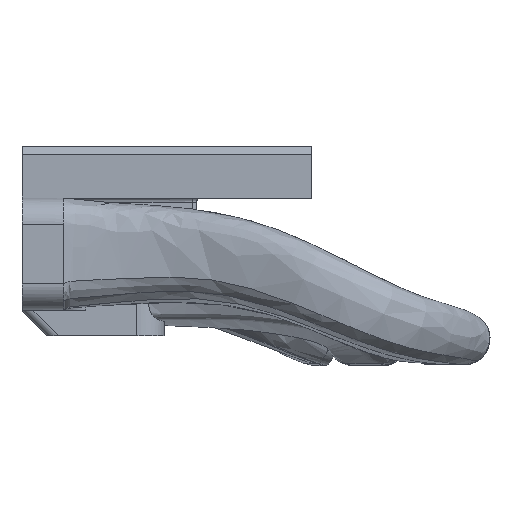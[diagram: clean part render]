
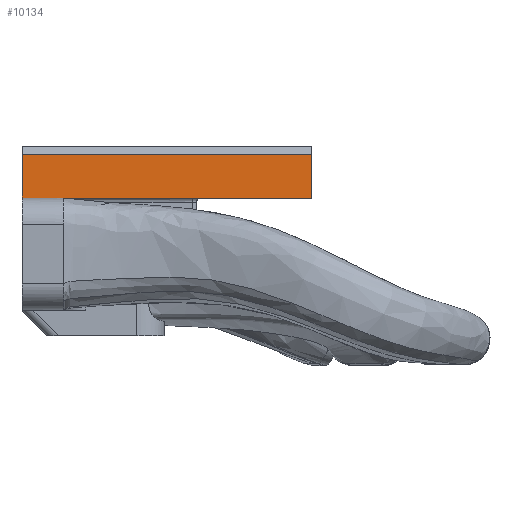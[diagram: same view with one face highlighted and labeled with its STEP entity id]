
A CAD part, left-side view. The second image highlights one B-rep face of the part: STEP entity #10134.
In plain terms, the highlighted planar face has unit normal (-1, 0, 0).
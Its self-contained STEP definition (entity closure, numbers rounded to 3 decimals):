
#446=PLANE('',#10743);
#870=FACE_OUTER_BOUND('',#1450,.T.);
#1450=EDGE_LOOP('',(#8662,#8663,#8664,#8665,#8666));
#2793=LINE('',#30406,#3417);
#2905=LINE('',#33444,#3529);
#2981=LINE('',#34985,#3605);
#3003=LINE('',#35199,#3627);
#3011=LINE('',#35796,#3635);
#3417=VECTOR('',#11481,10.);
#3529=VECTOR('',#11897,10.);
#3605=VECTOR('',#12199,10.);
#3627=VECTOR('',#12237,10.);
#3635=VECTOR('',#12265,10.);
#4355=VERTEX_POINT('',#30403);
#4356=VERTEX_POINT('',#30405);
#4553=VERTEX_POINT('',#33441);
#4554=VERTEX_POINT('',#33443);
#4649=VERTEX_POINT('',#34921);
#5595=EDGE_CURVE('',#4356,#4355,#2793,.T.);
#5866=EDGE_CURVE('',#4553,#4554,#2905,.T.);
#6035=EDGE_CURVE('',#4649,#4554,#2981,.T.);
#6064=EDGE_CURVE('',#4356,#4553,#3003,.T.);
#6084=EDGE_CURVE('',#4649,#4355,#3011,.T.);
#8662=ORIENTED_EDGE('',*,*,#6064,.F.);
#8663=ORIENTED_EDGE('',*,*,#5595,.T.);
#8664=ORIENTED_EDGE('',*,*,#6084,.F.);
#8665=ORIENTED_EDGE('',*,*,#6035,.T.);
#8666=ORIENTED_EDGE('',*,*,#5866,.F.);
#10134=ADVANCED_FACE('',(#870),#446,.T.);
#10743=AXIS2_PLACEMENT_3D('',#35795,#12263,#12264);
#11481=DIRECTION('',(0.,-1.,0.));
#11897=DIRECTION('',(0.,-1.,0.));
#12199=DIRECTION('',(0.,0.,1.));
#12237=DIRECTION('',(0.,0.,1.));
#12263=DIRECTION('center_axis',(-1.,0.,0.));
#12264=DIRECTION('ref_axis',(0.,-1.,0.));
#12265=DIRECTION('',(0.,0.,-1.));
#30403=CARTESIAN_POINT('',(-22.,14.581,-55.64));
#30405=CARTESIAN_POINT('',(-22.,19.781,-55.64));
#30406=CARTESIAN_POINT('',(-22.,20.781,-55.64));
#33441=CARTESIAN_POINT('',(-22.,19.781,-20.84));
#33443=CARTESIAN_POINT('',(-22.,14.581,-20.84));
#33444=CARTESIAN_POINT('',(-22.,20.781,-20.84));
#34921=CARTESIAN_POINT('',(-22.,14.581,-34.587));
#34985=CARTESIAN_POINT('',(-22.,14.581,-55.64));
#35199=CARTESIAN_POINT('',(-22.,19.781,-55.64));
#35795=CARTESIAN_POINT('Origin',(-22.,20.781,-55.64));
#35796=CARTESIAN_POINT('',(-22.,14.581,-55.64));
